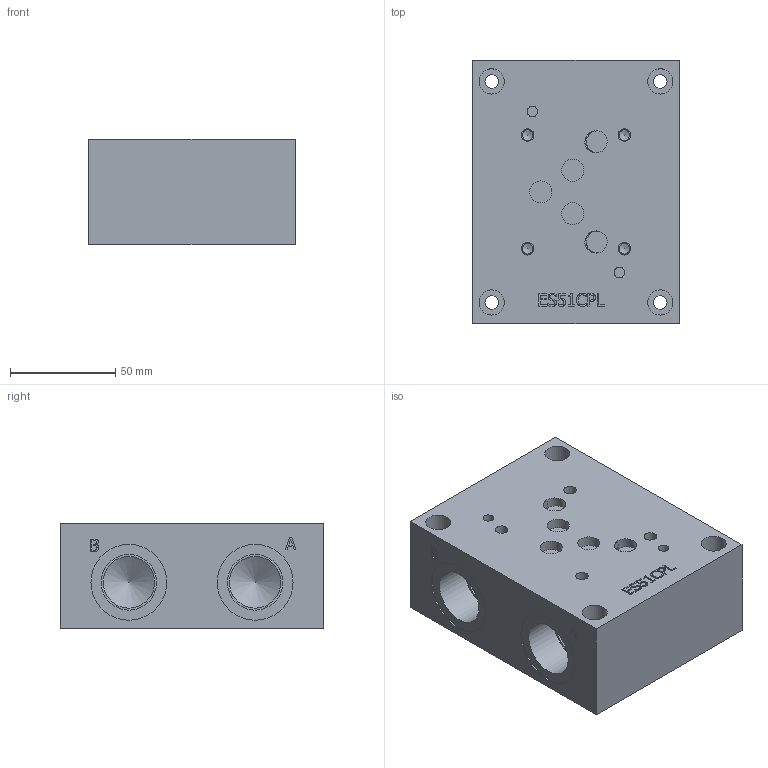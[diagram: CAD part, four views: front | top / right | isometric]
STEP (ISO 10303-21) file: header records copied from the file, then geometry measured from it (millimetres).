
FILE_DESCRIPTION(/* description */ (''),/* implementation_level */ '2;1');
FILE_NAME(/* name */ 'es51cpl.stp',/* time_stamp */ '2016-05-10T16:37:05+02:00',/* author */ ('Lemoine2'),/* organization */ (''),/* preprocessor_version */ 'ST-DEVELOPER v16.1',/* originating_system */ 'Autodesk Inventor 2016',/* authorisation */ '');
FILE_SCHEMA (('AUTOMOTIVE_DESIGN { 1 0 10303 214 3 1 1 }'));
Length unit declared in the file: millimetre
Products named in the file (1): es51cpl
Bounding box: 98 x 125 x 50 mm (x, y, z)
Volume: 536037.8 mm3; surface area: 63545.3 mm2
Topology: 1 solids, 1 shells, 293 faces, 734 edges, 488 vertices
Faces by surface type: plane 160, bspline 76, cylinder 45, cone 12
Full cylindrical faces by diameter (mm): 5 x6, 6 x4, 6.5 x4, 10.5 x5, 11.5 x2, 12 x4, 13.2 x2, 22 x2, 24.5 x4, 26.441 x4, 36 x4
Entity records: 8854 total; most frequent: CARTESIAN_POINT 2457, ORIENTED_EDGE 1326, DIRECTION 1035, EDGE_CURVE 663, VERTEX_POINT 468, LINE 415, VECTOR 415, EDGE_LOOP 397
